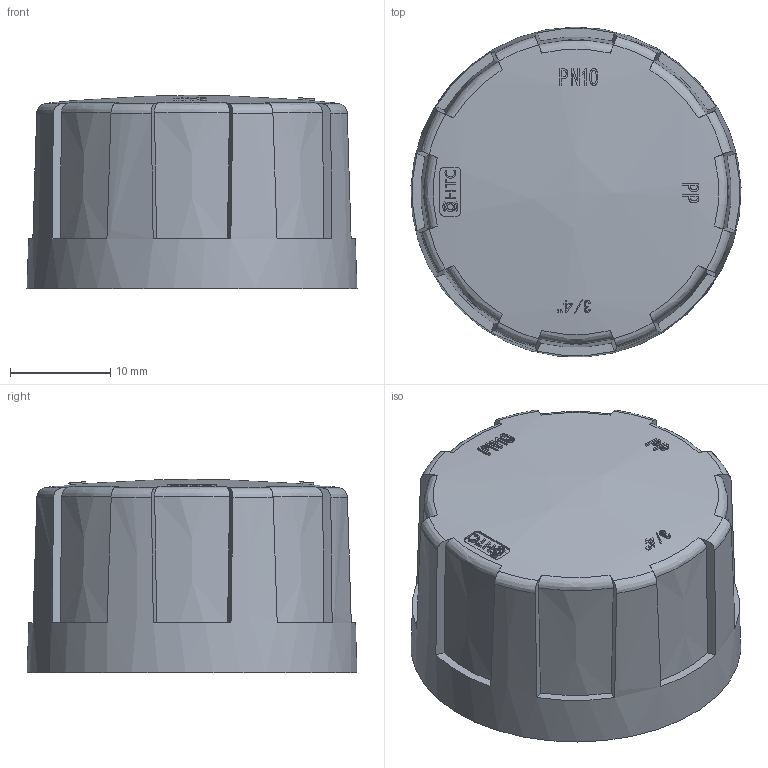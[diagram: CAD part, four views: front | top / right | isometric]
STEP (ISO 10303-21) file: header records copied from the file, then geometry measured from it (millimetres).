
FILE_DESCRIPTION(/* description */ (''),/* implementation_level */ '2;1');
FILE_NAME(/* name */ '3-4.stp',/* time_stamp */ '2025-07-05T16:28:10+08:00',/* author */ (''),/* organization */ (''),/* preprocessor_version */ 'ST-DEVELOPER v16.7',/* originating_system */ 'SIEMENS PLM Software NX 12.0',/* authorisation */ '');
FILE_SCHEMA (('AUTOMOTIVE_DESIGN { 1 0 10303 214 3 1 1 1 }'));
Length unit declared in the file: millimetre
Products named in the file (1): Admi4AFC3809x2eh
Bounding box: 32.98 x 32.97 x 19.3 mm (x, y, z)
Volume: 6784.5 mm3; surface area: 5859.2 mm2
Topology: 1 solids, 1 shells, 283 faces, 769 edges, 521 vertices
Faces by surface type: plane 152, extrusion 47, bspline 45, cone 26, cylinder 13
Full cylindrical faces by diameter (mm): 0.611 x1, 0.921 x1, 27.017 x2
Entity records: 15521 total; most frequent: CARTESIAN_POINT 9056, ORIENTED_EDGE 1516, EDGE_CURVE 758, DIRECTION 748, B_SPLINE_CURVE_WITH_KNOTS 528, VERTEX_POINT 516, EDGE_LOOP 322, ADVANCED_FACE 283
